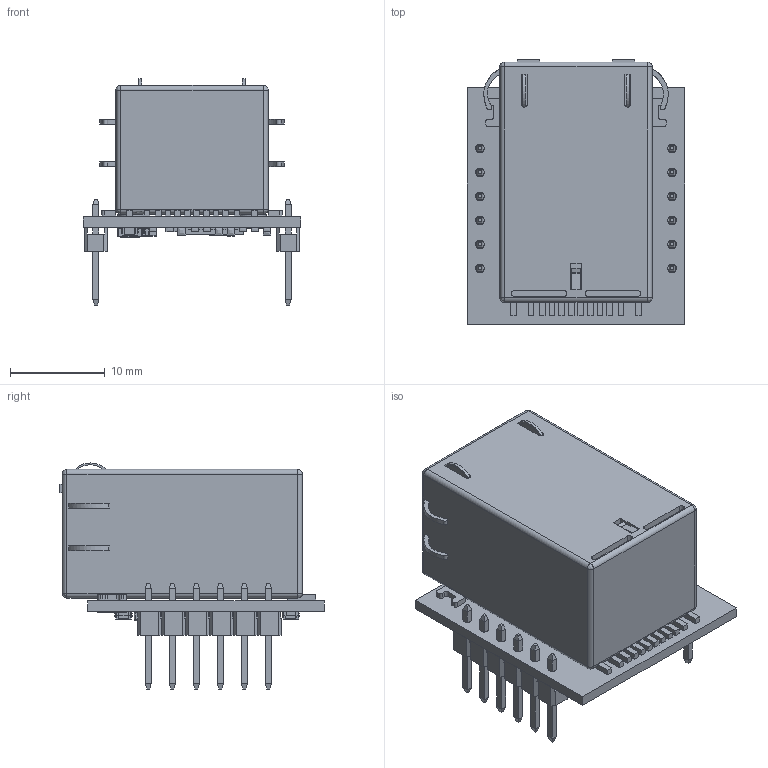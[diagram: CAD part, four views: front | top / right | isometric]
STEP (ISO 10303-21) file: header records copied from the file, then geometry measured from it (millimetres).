
FILE_DESCRIPTION(('Open CASCADE Model'),'2;1');
FILE_NAME('Open CASCADE Shape Model','2025-05-23T16:02:33',('Author'),( 'Open CASCADE'),'Open CASCADE STEP processor 6.8','Open CASCADE 6.8' ,'Unknown');
FILE_SCHEMA(('AUTOMOTIVE_DESIGN { 1 0 10303 214 1 1 1 1 }'));
Length unit declared in the file: millimetre
Products named in the file (58): PCB; Board; Open CASCADE STEP translator 6.8 5.1.1; J1; pin_header_aw140-eg-g06d; J2; P1; BS-R2502_last; U1; ALSRobot-QFN48_7x7; C15; 6171211008; C17; 1206_SMD_Capacitor; L3; 6171211408; R18; 6171212128; C1; 6171209888; C2; C3; C4; C5; 6171211888; C6; C7; C8; C9; C11; C12; C13; C14; 6171210368; L1; 6171211728; L2; R3; R4; R5 ...
Assembly tree (86 placements, depth 3):
  PCB
    Board
      Open CASCADE STEP translator 6.8 5.1.1
    J1
      pin_header_aw140-eg-g06d
    J2
      pin_header_aw140-eg-g06d
    P1
      BS-R2502_last
    U1
      ALSRobot-QFN48_7x7
    C15
      6171211008
    C17
      1206_SMD_Capacitor
    L3
      6171211408
    R18
      6171212128
    C1
      6171209888
    C2
      6171209888
    C3
      6171211008
    C4
      6171209888
    C5
      6171211888
    C6
      6171209888
    C7
      6171209888
    C8
      6171209888
    C9
      6171211888
    C11
      6171211888
    C12
      6171209888
    C13
      6171209888
    C14
      6171210368
    L1
      6171211728
    L2
      6171211408
    R3
      6171212128
    R4
      6171212128
    R5
      6171212128
    R6
      6171212128
    R7
      6171212128
    R8
Bounding box: 23 x 27.95 x 23.9 mm (x, y, z)
Volume: 5224 mm3; surface area: 5145.4 mm2
Topology: 112 solids, 112 shells, 3347 faces, 7927 edges, 4282 vertices
Faces by surface type: plane 1538, cylinder 834, sphere 560, bspline 415
Full cylindrical faces by diameter (mm): 0.914 x12, 3.25 x2
Entity records: 55017 total; most frequent: CARTESIAN_POINT 13164, ORIENTED_EDGE 7178, DIRECTION 6765, EDGE_CURVE 3589, LINE 2679, VECTOR 2679, VERTEX_POINT 2230, AXIS2_PLACEMENT_3D 2043
